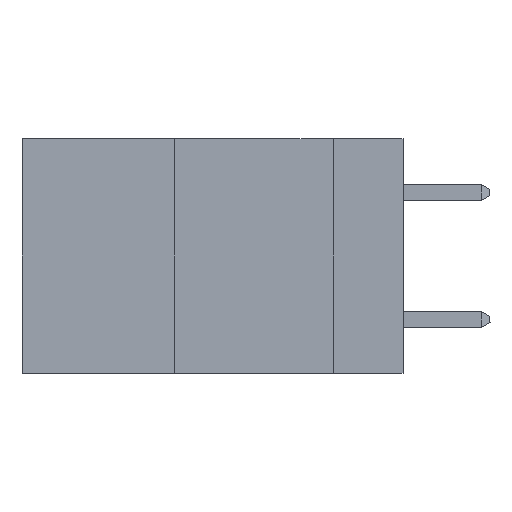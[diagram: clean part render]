
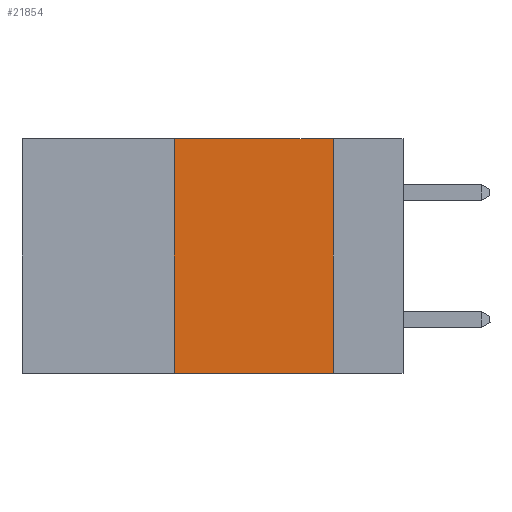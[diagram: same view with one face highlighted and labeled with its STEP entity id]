
A CAD part, left-side view. The second image highlights one B-rep face of the part: STEP entity #21854.
In plain terms, the highlighted planar face has unit normal (-1, 0, 0).
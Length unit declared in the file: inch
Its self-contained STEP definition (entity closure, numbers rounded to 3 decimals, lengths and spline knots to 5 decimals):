
#29 = VECTOR ( 'NONE', #4431, 39.37008 ) ;
#345 = AXIS2_PLACEMENT_3D ( 'NONE', #1542, #8357, #20179 ) ;
#1285 = EDGE_CURVE ( 'NONE', #12898, #4833, #2917, .T. ) ;
#1406 = ORIENTED_EDGE ( 'NONE', *, *, #1285, .F. ) ;
#1542 = CARTESIAN_POINT ( 'NONE',  ( 0., 0.6, 0. ) ) ;
#2917 = LINE ( 'NONE', #6190, #6899 ) ;
#3022 = ORIENTED_EDGE ( 'NONE', *, *, #13842, .F. ) ;
#3787 = VECTOR ( 'NONE', #12332, 39.37008 ) ;
#3917 = FACE_OUTER_BOUND ( 'NONE', #11833, .T. ) ;
#4097 = ORIENTED_EDGE ( 'NONE', *, *, #18154, .F. ) ;
#4431 = DIRECTION ( 'NONE',  ( 0., -1., 0. ) ) ;
#4833 = VERTEX_POINT ( 'NONE', #12796 ) ;
#5451 = EDGE_CURVE ( 'NONE', #12898, #14500, #17522, .T. ) ;
#5889 = CARTESIAN_POINT ( 'NONE',  ( 0., 0.6, 0. ) ) ;
#6190 = CARTESIAN_POINT ( 'NONE',  ( 0., 0.36, 0. ) ) ;
#6899 = VECTOR ( 'NONE', #13311, 39.37008 ) ;
#7009 = ORIENTED_EDGE ( 'NONE', *, *, #5451, .T. ) ;
#7581 = DIRECTION ( 'NONE',  ( 0., -1., 0. ) ) ;
#8357 = DIRECTION ( 'NONE',  ( 1., 0., 0. ) ) ;
#10346 = VECTOR ( 'NONE', #7581, 39.37008 ) ;
#10614 = CARTESIAN_POINT ( 'NONE',  ( 0., 0.11, 0. ) ) ;
#10899 = LINE ( 'NONE', #5889, #10346 ) ;
#11833 = EDGE_LOOP ( 'NONE', ( #3022, #4097, #1406, #7009 ) ) ;
#12294 = LINE ( 'NONE', #10614, #3787 ) ;
#12332 = DIRECTION ( 'NONE',  ( 0., 0., -1. ) ) ;
#12796 = CARTESIAN_POINT ( 'NONE',  ( 0., 0.36, 0. ) ) ;
#12880 = CARTESIAN_POINT ( 'NONE',  ( 0., 0.6, -0.37 ) ) ;
#12898 = VERTEX_POINT ( 'NONE', #21477 ) ;
#13298 = CARTESIAN_POINT ( 'NONE',  ( 0., 0.11, -0.37 ) ) ;
#13311 = DIRECTION ( 'NONE',  ( 0., 0., 1. ) ) ;
#13419 = CARTESIAN_POINT ( 'NONE',  ( 0., 0.11, 0. ) ) ;
#13842 = EDGE_CURVE ( 'NONE', #15109, #14500, #12294, .T. ) ;
#14500 = VERTEX_POINT ( 'NONE', #13298 ) ;
#15109 = VERTEX_POINT ( 'NONE', #13419 ) ;
#17522 = LINE ( 'NONE', #12880, #29 ) ;
#18154 = EDGE_CURVE ( 'NONE', #4833, #15109, #10899, .T. ) ;
#18383 = PLANE ( 'NONE',  #345 ) ;
#20179 = DIRECTION ( 'NONE',  ( 0., 0., -1. ) ) ;
#21477 = CARTESIAN_POINT ( 'NONE',  ( 0., 0.36, -0.37 ) ) ;
#21854 = ADVANCED_FACE ( 'NONE', ( #3917 ), #18383, .F. ) ;
